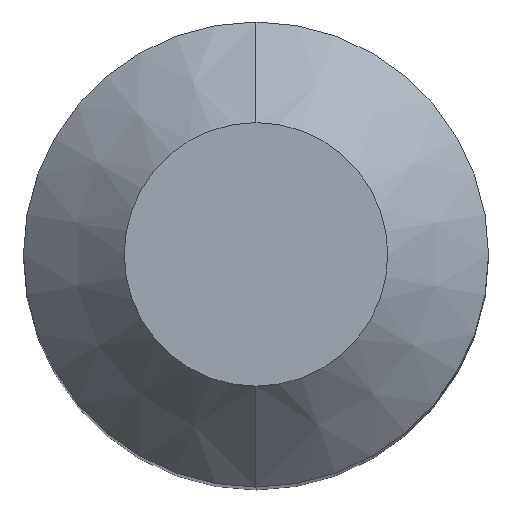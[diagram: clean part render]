
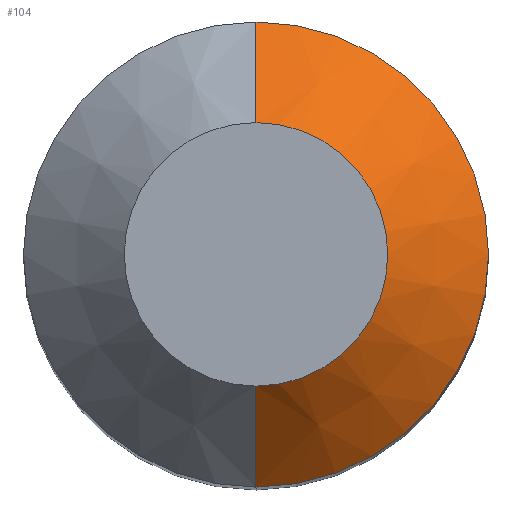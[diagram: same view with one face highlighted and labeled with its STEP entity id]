
A CAD part, top view. The second image highlights one B-rep face of the part: STEP entity #104.
In plain terms, the highlighted conical face has half-angle 45 degrees and reference radius 4.7 mm.
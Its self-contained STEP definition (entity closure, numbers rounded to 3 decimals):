
#104=ADVANCED_FACE('',(#194),#195,.T.);
#194=FACE_OUTER_BOUND('',#298,.T.);
#195=CONICAL_SURFACE('',#299,4.7,0.785);
#298=EDGE_LOOP('',(#402,#403,#404,#405));
#299=AXIS2_PLACEMENT_3D('',#406,#407,#408);
#402=ORIENTED_EDGE('',*,*,#511,.F.);
#403=ORIENTED_EDGE('',*,*,#512,.T.);
#404=ORIENTED_EDGE('',*,*,#513,.F.);
#405=ORIENTED_EDGE('',*,*,#508,.F.);
#406=CARTESIAN_POINT('',(0.,0.0,43.7));
#407=DIRECTION('',(0.,-0.0,-1.0));
#408=DIRECTION('',(0.0,1.0,0.0));
#508=EDGE_CURVE('',#577,#579,#580,.T.);
#511=EDGE_CURVE('',#583,#577,#584,.T.);
#512=EDGE_CURVE('',#583,#585,#586,.T.);
#513=EDGE_CURVE('',#579,#585,#587,.T.);
#577=VERTEX_POINT('',#645);
#579=VERTEX_POINT('',#648);
#580=CIRCLE('',#649,6.0);
#583=VERTEX_POINT('',#653);
#584=LINE('',#654,#655);
#585=VERTEX_POINT('',#656);
#586=CIRCLE('',#657,3.4);
#587=LINE('',#658,#659);
#645=CARTESIAN_POINT('',(0.,6.0,42.4));
#648=CARTESIAN_POINT('',(0.,-6.0,42.4));
#649=AXIS2_PLACEMENT_3D('',#707,#708,#709);
#653=CARTESIAN_POINT('',(0.,3.4,45.0));
#654=CARTESIAN_POINT('',(0.,4.7,43.7));
#655=VECTOR('',#711,1.0);
#656=CARTESIAN_POINT('',(0.,-3.4,45.0));
#657=AXIS2_PLACEMENT_3D('',#712,#713,#714);
#658=CARTESIAN_POINT('',(0.,-4.7,43.7));
#659=VECTOR('',#715,1.0);
#707=CARTESIAN_POINT('',(0.,0.0,42.4));
#708=DIRECTION('',(0.,0.0,-1.0));
#709=DIRECTION('',(0.0,1.0,0.0));
#711=DIRECTION('',(0.,0.707,-0.707));
#712=CARTESIAN_POINT('',(0.,0.0,45.0));
#713=DIRECTION('',(0.,0.0,-1.0));
#714=DIRECTION('',(0.0,1.0,0.0));
#715=DIRECTION('',(0.,0.707,0.707));
